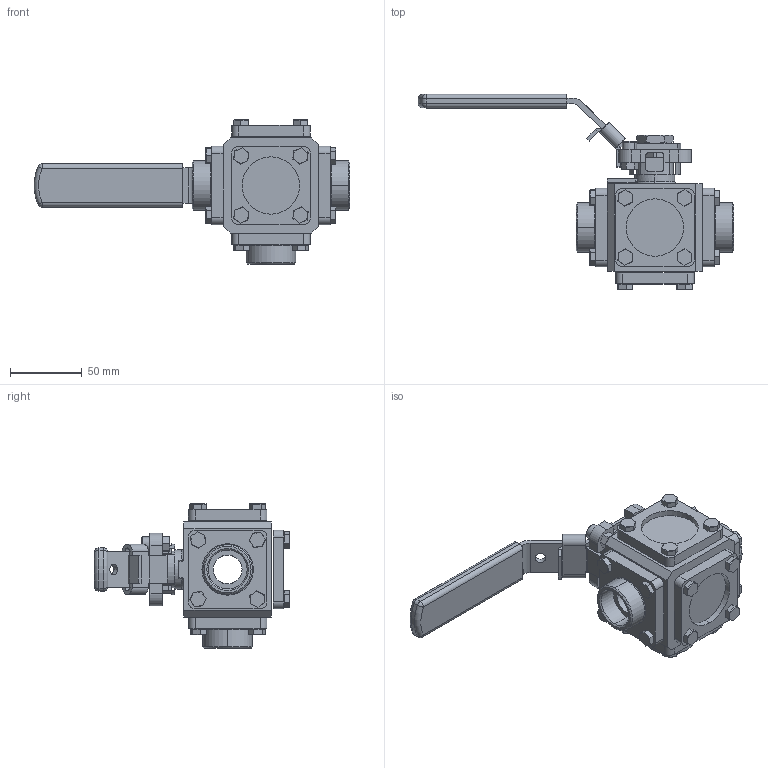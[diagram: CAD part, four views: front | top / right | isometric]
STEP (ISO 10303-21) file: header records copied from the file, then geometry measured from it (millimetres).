
FILE_DESCRIPTION (( 'STEP AP214' ), '1' );
FILE_NAME ('33-SW-0075-XXX.step', '2019-09-30T20:17:51', ( '' ), ( '' ), 'SwSTEP 2.0', 'SolidWorks 2019', '' );
FILE_SCHEMA (( 'AUTOMOTIVE_DESIGN' ));
Length unit declared in the file: inch
Products named in the file (2): 33-SW-0075-XXX
Bounding box: 219.98 x 136.19 x 100.89 mm (x, y, z)
Surface area: 86420.2 mm2 (no closed solid volume)
Topology: 0 solids, 36 shells, 549 faces, 1532 edges, 1008 vertices
Faces by surface type: plane 408, cylinder 100, cone 24, torus 11, sphere 4, bspline 2
Entity records: 24777 total; most frequent: CARTESIAN_POINT 3548, DIRECTION 2957, ORIENTED_EDGE 2618, EDGE_CURVE 1526, LINE 1095, VECTOR 1095, VERTEX_POINT 1008, AXIS2_PLACEMENT_3D 931
